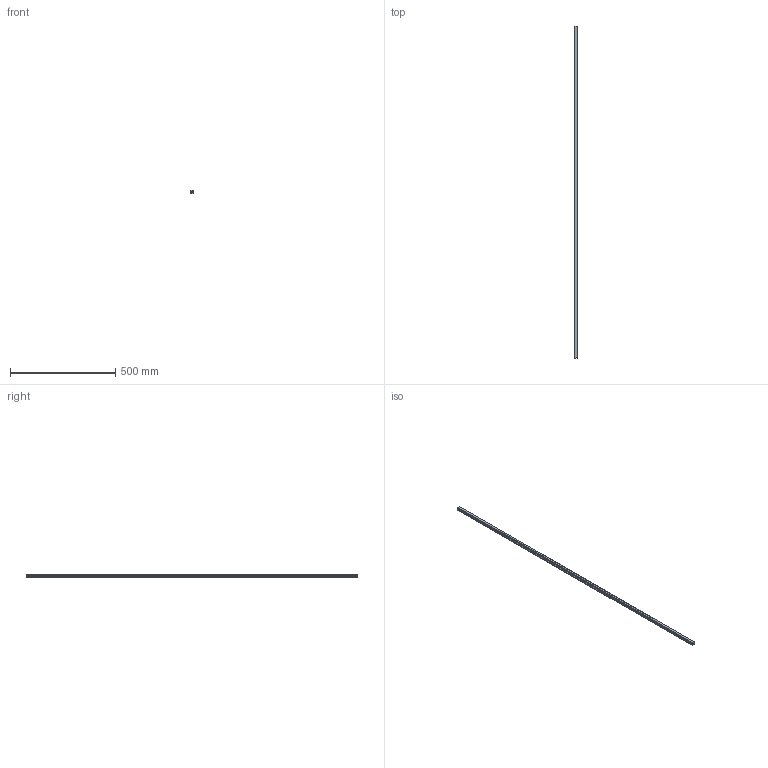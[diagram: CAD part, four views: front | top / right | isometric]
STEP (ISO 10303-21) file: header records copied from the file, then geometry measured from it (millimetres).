
FILE_DESCRIPTION(('STEP AP214'),'1');
FILE_NAME('cctmp_F32217C3-112E-4BD9-BF9E-5BCCC0AA43A1_2021_01_19_10_16_01_0435..stp','2021-01-19T09:16:01',('HIWIN GmbH'),('CADClick - www.CADClick.com'),'Spatial InterOp 3D',' ','unknown authorization');
FILE_SCHEMA(('AUTOMOTIVE_DESIGN'));
Length unit declared in the file: millimetre
Products named in the file (1): HGR15T1580C_FILE
Bounding box: 15 x 1580 x 15 mm (x, y, z)
Volume: 296500.6 mm3; surface area: 100478.2 mm2
Topology: 1 solids, 1 shells, 223 faces, 597 edges, 353 vertices
Faces by surface type: plane 89, cylinder 80, cone 54
Entity records: 8329 total; most frequent: DIRECTION 1151, CARTESIAN_POINT 1120, ORIENTED_EDGE 1086, EDGE_CURVE 543, AXIS2_PLACEMENT_3D 384, LINE 383, VECTOR 383, VERTEX_POINT 353
